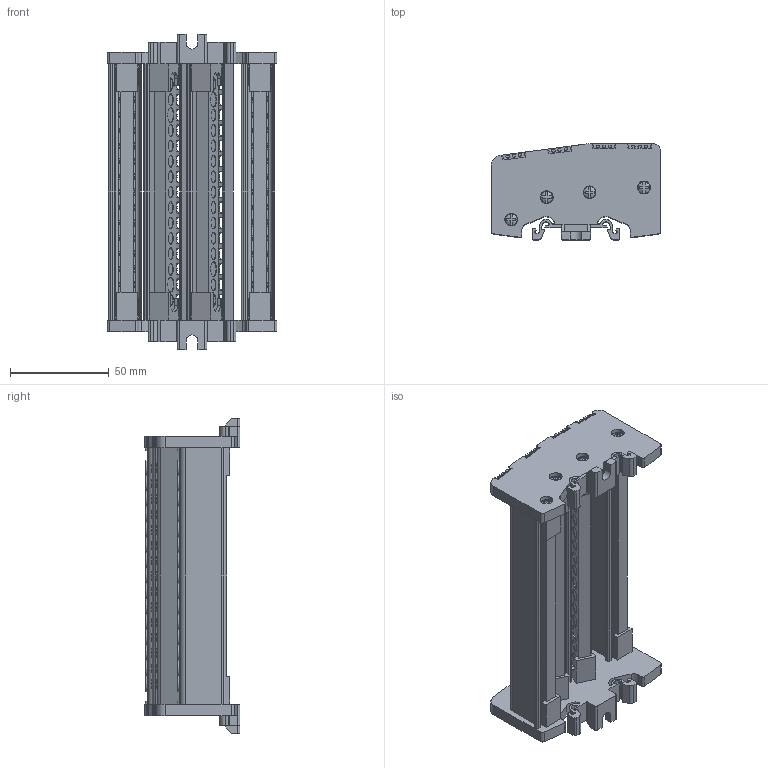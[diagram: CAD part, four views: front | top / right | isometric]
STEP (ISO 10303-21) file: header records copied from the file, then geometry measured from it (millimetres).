
FILE_DESCRIPTION (( 'STEP AP203' ), '1' );
FILE_NAME ('7x12 Dört Kutuplu Daðýtýcý Ünite - 15 Delikli.STEP', '2019-01-22T12:39:54', ( '' ), ( '' ), 'SwSTEP 2.0', 'SolidWorks 2011', '' );
FILE_SCHEMA (( 'CONFIG_CONTROL_DESIGN' ));
Products named in the file (1): 7x12 Dört Kutuplu Daðýtýcý Ünite - 15 Delikli
Bounding box: 86 x 48.5 x 159.7 mm (x, y, z)
Volume: 119970.1 mm3; surface area: 108929.3 mm2
Topology: 1 solids, 17 shells, 4043 faces, 11355 edges, 7526 vertices
Faces by surface type: plane 1908, cylinder 1222, cone 755, bspline 128, torus 30
Entity records: 135460 total; most frequent: CARTESIAN_POINT 29329, ORIENTED_EDGE 22710, DIRECTION 22275, EDGE_CURVE 11355, AXIS2_PLACEMENT_3D 8096, VERTEX_POINT 7526, LINE 6083, VECTOR 6083
